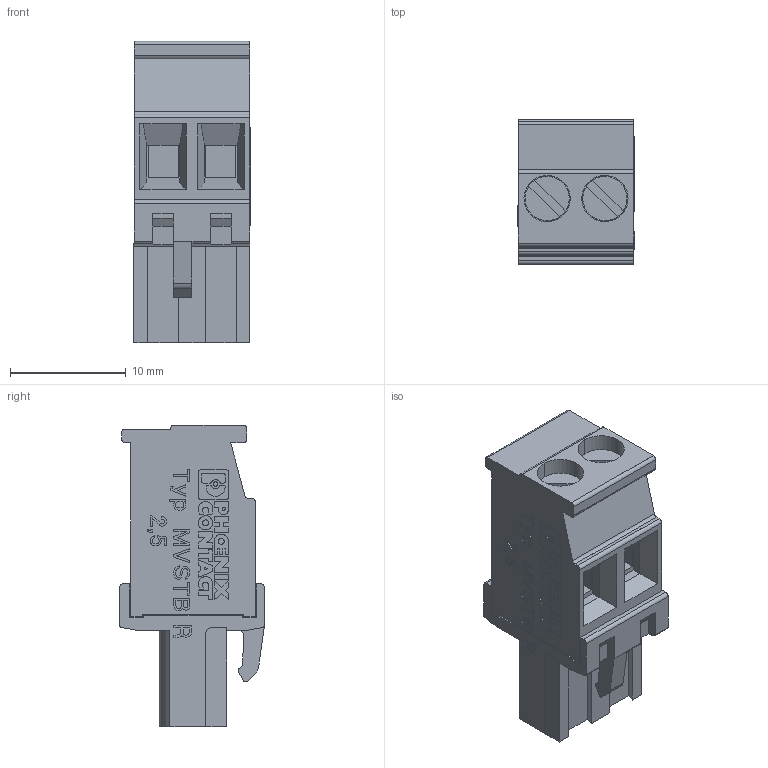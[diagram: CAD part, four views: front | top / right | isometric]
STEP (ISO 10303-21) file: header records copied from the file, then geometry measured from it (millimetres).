
FILE_DESCRIPTION(('STEP AP214'),'1');
FILE_NAME('cctmp_9F08BA2F-13FD-410D-9228-508A15D904B0_2023_01_30_09_52_27_0594_7352..stp','2023-01-30T09:52:28',('PHOENIX CONTACT Deutschland GmbH'),('CADClick - www.CADClick.com'),'Spatial InterOp 3D',' ','unknown authorization');
FILE_SCHEMA(('AUTOMOTIVE_DESIGN'));
Length unit declared in the file: millimetre
Products named in the file (8): 2023_01_30_09_52_27_0235; 2023_01_30_09_52_27_0594; 2023_01_30_09_52_27_0579; 2023_01_30_09_52_27_0563; 2023_01_30_09_52_27_0547; 2023_01_30_09_52_27_0532; 2023_01_30_09_52_27_0516; 2023_01_30_09_52_27_0469
Assembly tree (7 placements, depth 2):
  2023_01_30_09_52_27_0235
    2023_01_30_09_52_27_0594
    2023_01_30_09_52_27_0579
    2023_01_30_09_52_27_0563
    2023_01_30_09_52_27_0547
    2023_01_30_09_52_27_0532
    2023_01_30_09_52_27_0516
    2023_01_30_09_52_27_0469
Bounding box: 10.06 x 12.52 x 26.03 mm (x, y, z)
Volume: 1963.5 mm3; surface area: 2651.4 mm2
Topology: 7 solids, 7 shells, 852 faces, 2355 edges, 1562 vertices
Faces by surface type: plane 729, cylinder 86, bspline 32, cone 5
Entity records: 50096 total; most frequent: CARTESIAN_POINT 6923, ORIENTED_EDGE 4710, DIRECTION 4137, STYLED_ITEM 3733, PRESENTATION_STYLE_ASSIGNMENT 3733, COLOUR_RGB 3733, EDGE_CURVE 2355, LINE 2089
